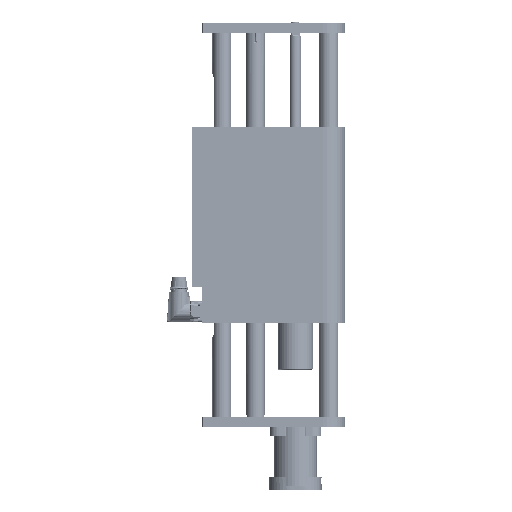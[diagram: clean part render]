
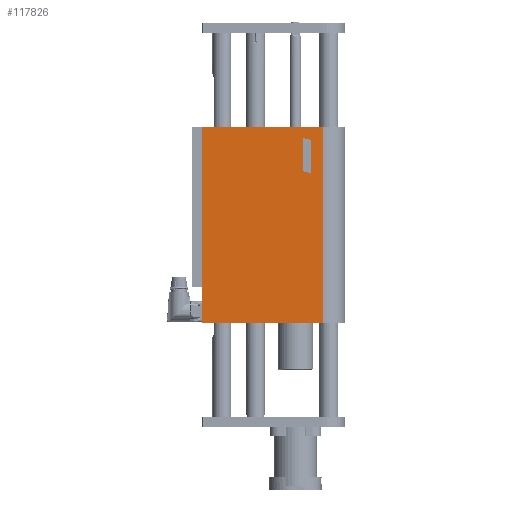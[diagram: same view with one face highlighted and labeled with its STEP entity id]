
A CAD part, left-side view. The second image highlights one B-rep face of the part: STEP entity #117826.
In plain terms, the highlighted planar face has unit normal (-1, 0, 0).
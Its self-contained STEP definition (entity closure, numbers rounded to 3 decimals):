
#14745 = EDGE_CURVE ( 'NONE', #24116, #153767, #130813, .T. ) ;
#18464 = VERTEX_POINT ( 'NONE', #108287 ) ;
#21529 = DIRECTION ( 'NONE',  ( 0., -1., 0. ) ) ;
#21636 = VERTEX_POINT ( 'NONE', #137969 ) ;
#24116 = VERTEX_POINT ( 'NONE', #26063 ) ;
#24588 = DIRECTION ( 'NONE',  ( 0., -0.978, -0.208 ) ) ;
#24840 = CARTESIAN_POINT ( 'NONE',  ( -22.5, -58.906, 0. ) ) ;
#26063 = CARTESIAN_POINT ( 'NONE',  ( -22.5, 55.5, 103. ) ) ;
#26075 = ORIENTED_EDGE ( 'NONE', *, *, #50973, .T. ) ;
#27042 = VECTOR ( 'NONE', #119573, 1000. ) ;
#27430 = EDGE_CURVE ( 'NONE', #74170, #109864, #105004, .T. ) ;
#28390 = EDGE_CURVE ( 'NONE', #153767, #34598, #54548, .T. ) ;
#29435 = FACE_OUTER_BOUND ( 'NONE', #76632, .T. ) ;
#33975 = CARTESIAN_POINT ( 'NONE',  ( -22.5, -49.922, 0. ) ) ;
#34598 = VERTEX_POINT ( 'NONE', #54305 ) ;
#38333 = LINE ( 'NONE', #88813, #149951 ) ;
#41240 = DIRECTION ( 'NONE',  ( 0., 0., 1. ) ) ;
#43794 = VECTOR ( 'NONE', #41240, 1000. ) ;
#45051 = CARTESIAN_POINT ( 'NONE',  ( -22.5, -13.606, 63.94 ) ) ;
#45068 = LINE ( 'NONE', #33975, #128528 ) ;
#49656 = VECTOR ( 'NONE', #24588, 1000. ) ;
#50973 = EDGE_CURVE ( 'NONE', #109864, #129682, #45068, .T. ) ;
#52518 = ORIENTED_EDGE ( 'NONE', *, *, #99496, .T. ) ;
#53154 = LINE ( 'NONE', #125648, #43794 ) ;
#53799 = DIRECTION ( 'NONE',  ( 0., 0.978, 0.208 ) ) ;
#54305 = CARTESIAN_POINT ( 'NONE',  ( -22.5, -71.5, -103. ) ) ;
#54548 = LINE ( 'NONE', #90011, #132466 ) ;
#58277 = CARTESIAN_POINT ( 'NONE',  ( -22.5, 55.5, -103. ) ) ;
#58487 = ORIENTED_EDGE ( 'NONE', *, *, #14745, .T. ) ;
#64514 = AXIS2_PLACEMENT_3D ( 'NONE', #107532, #154889, #21529 ) ;
#74170 = VERTEX_POINT ( 'NONE', #101938 ) ;
#76632 = EDGE_LOOP ( 'NONE', ( #106690, #58487, #128968, #84710 ) ) ;
#77650 = FACE_BOUND ( 'NONE', #80697, .T. ) ;
#80697 = EDGE_LOOP ( 'NONE', ( #96948, #52518, #85101, #26075 ) ) ;
#80781 = CARTESIAN_POINT ( 'NONE',  ( -22.5, -49.922, 56.212 ) ) ;
#81829 = VECTOR ( 'NONE', #53799, 1000. ) ;
#84710 = ORIENTED_EDGE ( 'NONE', *, *, #134280, .T. ) ;
#84840 = LINE ( 'NONE', #24840, #27042 ) ;
#85101 = ORIENTED_EDGE ( 'NONE', *, *, #27430, .T. ) ;
#88813 = CARTESIAN_POINT ( 'NONE',  ( -22.5, 57., 103. ) ) ;
#90011 = CARTESIAN_POINT ( 'NONE',  ( -22.5, 57., -103. ) ) ;
#93244 = EDGE_CURVE ( 'NONE', #24116, #21636, #38333, .T. ) ;
#95696 = CARTESIAN_POINT ( 'NONE',  ( -22.5, -20.701, 97.226 ) ) ;
#96496 = EDGE_CURVE ( 'NONE', #129682, #18464, #133504, .T. ) ;
#96948 = ORIENTED_EDGE ( 'NONE', *, *, #96496, .T. ) ;
#98658 = VECTOR ( 'NONE', #128453, 1000. ) ;
#99496 = EDGE_CURVE ( 'NONE', #18464, #74170, #84840, .T. ) ;
#100656 = CARTESIAN_POINT ( 'NONE',  ( -22.5, -49.922, 91.004 ) ) ;
#101938 = CARTESIAN_POINT ( 'NONE',  ( -22.5, -58.906, 54.3 ) ) ;
#105004 = LINE ( 'NONE', #45051, #81829 ) ;
#105706 = CARTESIAN_POINT ( 'NONE',  ( -22.5, 55.5, -103. ) ) ;
#105809 = DIRECTION ( 'NONE',  ( 0., 0., 1. ) ) ;
#106690 = ORIENTED_EDGE ( 'NONE', *, *, #93244, .F. ) ;
#107532 = CARTESIAN_POINT ( 'NONE',  ( -22.5, 57., -103. ) ) ;
#108287 = CARTESIAN_POINT ( 'NONE',  ( -22.5, -58.906, 89.091 ) ) ;
#109864 = VERTEX_POINT ( 'NONE', #80781 ) ;
#113891 = PLANE ( 'NONE',  #64514 ) ;
#117826 = ADVANCED_FACE ( 'NONE', ( #29435, #77650 ), #113891, .T. ) ;
#119573 = DIRECTION ( 'NONE',  ( 0., 0., -1. ) ) ;
#125648 = CARTESIAN_POINT ( 'NONE',  ( -22.5, -71.5, -103. ) ) ;
#127826 = DIRECTION ( 'NONE',  ( 0., -1., 0. ) ) ;
#128453 = DIRECTION ( 'NONE',  ( 0., 0., -1. ) ) ;
#128528 = VECTOR ( 'NONE', #105809, 1000. ) ;
#128968 = ORIENTED_EDGE ( 'NONE', *, *, #28390, .T. ) ;
#129682 = VERTEX_POINT ( 'NONE', #100656 ) ;
#130813 = LINE ( 'NONE', #58277, #98658 ) ;
#132466 = VECTOR ( 'NONE', #127826, 1000. ) ;
#133504 = LINE ( 'NONE', #95696, #49656 ) ;
#134280 = EDGE_CURVE ( 'NONE', #34598, #21636, #53154, .T. ) ;
#137969 = CARTESIAN_POINT ( 'NONE',  ( -22.5, -71.5, 103. ) ) ;
#149598 = DIRECTION ( 'NONE',  ( 0., -1., 0. ) ) ;
#149951 = VECTOR ( 'NONE', #149598, 1000. ) ;
#153767 = VERTEX_POINT ( 'NONE', #105706 ) ;
#154889 = DIRECTION ( 'NONE',  ( -1., 0., 0. ) ) ;
